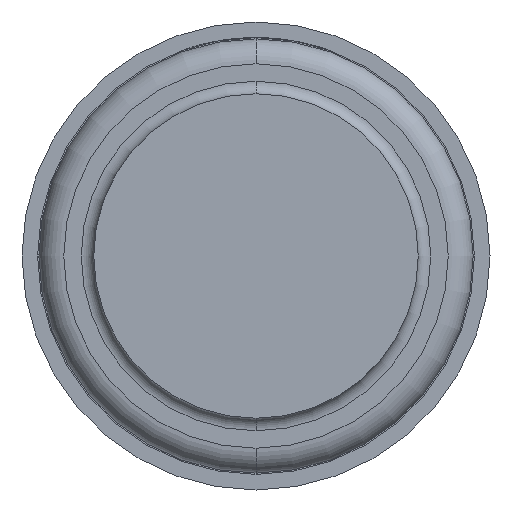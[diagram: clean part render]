
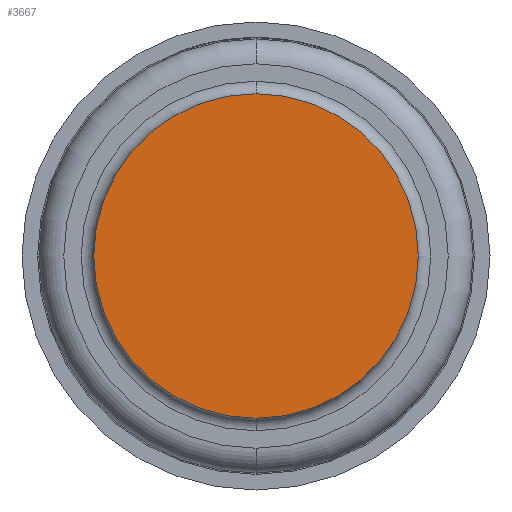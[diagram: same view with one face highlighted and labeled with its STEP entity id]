
A CAD part, front view. The second image highlights one B-rep face of the part: STEP entity #3667.
In plain terms, the highlighted planar face has unit normal (0, -1, 0).
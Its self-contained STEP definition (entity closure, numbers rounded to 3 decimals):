
#26 = AXIS2_PLACEMENT_3D ( 'NONE', #208, #2853, #3908 ) ;
#129 = DIRECTION ( 'NONE',  ( 0., 1., 0. ) ) ;
#208 = CARTESIAN_POINT ( 'NONE',  ( -1.3, -43., 0. ) ) ;
#838 = PLANE ( 'NONE',  #26 ) ;
#934 = AXIS2_PLACEMENT_3D ( 'NONE', #1162, #129, #3461 ) ;
#947 = ORIENTED_EDGE ( 'NONE', *, *, #4071, .F. ) ;
#1001 = CARTESIAN_POINT ( 'NONE',  ( 0., -43., 1.3 ) ) ;
#1051 = FACE_OUTER_BOUND ( 'NONE', #3108, .T. ) ;
#1162 = CARTESIAN_POINT ( 'NONE',  ( 0., -43., 0. ) ) ;
#1264 = CIRCLE ( 'NONE', #2766, 1.3 ) ;
#1353 = VERTEX_POINT ( 'NONE', #1001 ) ;
#1437 = ORIENTED_EDGE ( 'NONE', *, *, #4018, .F. ) ;
#2422 = CARTESIAN_POINT ( 'NONE',  ( 0., -43., 0. ) ) ;
#2620 = CARTESIAN_POINT ( 'NONE',  ( 0., -43., -1.3 ) ) ;
#2700 = CIRCLE ( 'NONE', #934, 1.3 ) ;
#2766 = AXIS2_PLACEMENT_3D ( 'NONE', #2422, #4141, #2771 ) ;
#2771 = DIRECTION ( 'NONE',  ( 0., 0., 1. ) ) ;
#2853 = DIRECTION ( 'NONE',  ( 0., -1., 0. ) ) ;
#3108 = EDGE_LOOP ( 'NONE', ( #947, #1437 ) ) ;
#3461 = DIRECTION ( 'NONE',  ( 0., 0., 1. ) ) ;
#3667 = ADVANCED_FACE ( 'Defeature ausgef�hrt1_7', ( #1051 ), #838, .T. ) ;
#3908 = DIRECTION ( 'NONE',  ( 0., 0., -1. ) ) ;
#3954 = VERTEX_POINT ( 'NONE', #2620 ) ;
#4018 = EDGE_CURVE ( 'Defeature ausgef�hrt1_6+Defeature ausgef�hrt1_7+Defeature ausgef�hrt1_7+Defeature ausgef�hrt1_7', #3954, #1353, #2700, .T. ) ;
#4071 = EDGE_CURVE ( 'Defeature ausgef�hrt1_6+Defeature ausgef�hrt1_7+Defeature ausgef�hrt1_7+Defeature ausgef�hrt1_7', #1353, #3954, #1264, .T. ) ;
#4141 = DIRECTION ( 'NONE',  ( 0., 1., 0. ) ) ;
